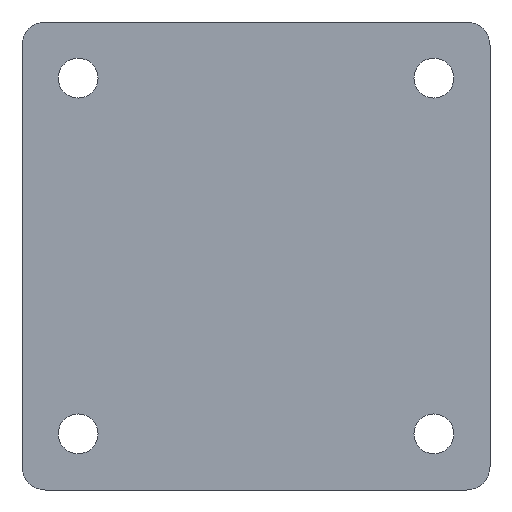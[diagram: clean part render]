
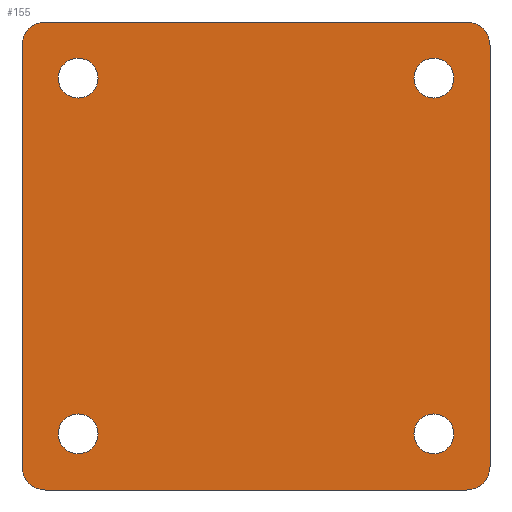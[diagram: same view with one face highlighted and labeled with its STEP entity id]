
A CAD part, front view. The second image highlights one B-rep face of the part: STEP entity #155.
In plain terms, the highlighted planar face has unit normal (0, -1, 0).
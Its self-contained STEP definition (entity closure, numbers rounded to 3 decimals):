
#155 = ADVANCED_FACE( '', ( #348, #349, #350, #351, #352 ), #353, .F. );
#348 = FACE_BOUND( '', #587, .T. );
#349 = FACE_BOUND( '', #588, .T. );
#350 = FACE_BOUND( '', #589, .T. );
#351 = FACE_BOUND( '', #590, .T. );
#352 = FACE_OUTER_BOUND( '', #591, .T. );
#353 = PLANE( '', #592 );
#587 = EDGE_LOOP( '', ( #977 ) );
#588 = EDGE_LOOP( '', ( #978 ) );
#589 = EDGE_LOOP( '', ( #979 ) );
#590 = EDGE_LOOP( '', ( #980 ) );
#591 = EDGE_LOOP( '', ( #981, #982, #983, #984, #985, #986, #987, #988 ) );
#592 = AXIS2_PLACEMENT_3D( '', #989, #990, #991 );
#977 = ORIENTED_EDGE( '', *, *, #1419, .T. );
#978 = ORIENTED_EDGE( '', *, *, #1483, .T. );
#979 = ORIENTED_EDGE( '', *, *, #1412, .T. );
#980 = ORIENTED_EDGE( '', *, *, #1484, .T. );
#981 = ORIENTED_EDGE( '', *, *, #1396, .F. );
#982 = ORIENTED_EDGE( '', *, *, #1485, .F. );
#983 = ORIENTED_EDGE( '', *, *, #1486, .F. );
#984 = ORIENTED_EDGE( '', *, *, #1487, .F. );
#985 = ORIENTED_EDGE( '', *, *, #1365, .F. );
#986 = ORIENTED_EDGE( '', *, *, #1345, .F. );
#987 = ORIENTED_EDGE( '', *, *, #1488, .F. );
#988 = ORIENTED_EDGE( '', *, *, #1479, .F. );
#989 = CARTESIAN_POINT( '', ( -45., 0., -45. ) );
#990 = DIRECTION( '', ( 0., 1., 0. ) );
#991 = DIRECTION( '', ( 0., 0., 1. ) );
#1345 = EDGE_CURVE( '', #1590, #1591, #1592, .T. );
#1365 = EDGE_CURVE( '', #1591, #1626, #1627, .T. );
#1396 = EDGE_CURVE( '', #1678, #1679, #1680, .T. );
#1412 = EDGE_CURVE( '', #1708, #1708, #1709, .T. );
#1419 = EDGE_CURVE( '', #1719, #1719, #1720, .T. );
#1479 = EDGE_CURVE( '', #1679, #1812, #1813, .T. );
#1483 = EDGE_CURVE( '', #1818, #1818, #1819, .T. );
#1484 = EDGE_CURVE( '', #1820, #1820, #1821, .T. );
#1485 = EDGE_CURVE( '', #1822, #1678, #1823, .T. );
#1486 = EDGE_CURVE( '', #1824, #1822, #1825, .T. );
#1487 = EDGE_CURVE( '', #1626, #1824, #1826, .T. );
#1488 = EDGE_CURVE( '', #1812, #1590, #1827, .T. );
#1590 = VERTEX_POINT( '', #1955 );
#1591 = VERTEX_POINT( '', #1956 );
#1592 = LINE( '', #1957, #1958 );
#1626 = VERTEX_POINT( '', #2007 );
#1627 = CIRCLE( '', #2008, 5. );
#1678 = VERTEX_POINT( '', #2080 );
#1679 = VERTEX_POINT( '', #2081 );
#1680 = CIRCLE( '', #2082, 5. );
#1708 = VERTEX_POINT( '', #2119 );
#1709 = CIRCLE( '', #2120, 4.25 );
#1719 = VERTEX_POINT( '', #2133 );
#1720 = CIRCLE( '', #2134, 4.25 );
#1812 = VERTEX_POINT( '', #2264 );
#1813 = LINE( '', #2265, #2266 );
#1818 = VERTEX_POINT( '', #2273 );
#1819 = CIRCLE( '', #2274, 4.25 );
#1820 = VERTEX_POINT( '', #2275 );
#1821 = CIRCLE( '', #2276, 4.25 );
#1822 = VERTEX_POINT( '', #2277 );
#1823 = LINE( '', #2278, #2279 );
#1824 = VERTEX_POINT( '', #2280 );
#1825 = CIRCLE( '', #2281, 5. );
#1826 = LINE( '', #2282, #2283 );
#1827 = CIRCLE( '', #2284, 5. );
#1955 = CARTESIAN_POINT( '', ( -45., 0., 50. ) );
#1956 = CARTESIAN_POINT( '', ( 45., 0., 50. ) );
#1957 = CARTESIAN_POINT( '', ( -45., 0., 50. ) );
#1958 = VECTOR( '', #2446, 1000. );
#2007 = CARTESIAN_POINT( '', ( 50., 0., 45. ) );
#2008 = AXIS2_PLACEMENT_3D( '', #2462, #2463, #2464 );
#2080 = CARTESIAN_POINT( '', ( -45., 0., -50. ) );
#2081 = CARTESIAN_POINT( '', ( -50., 0., -45. ) );
#2082 = AXIS2_PLACEMENT_3D( '', #2495, #2496, #2497 );
#2119 = CARTESIAN_POINT( '', ( -33.75, 0., 38. ) );
#2120 = AXIS2_PLACEMENT_3D( '', #2519, #2520, #2521 );
#2133 = CARTESIAN_POINT( '', ( 42.25, 0., 38. ) );
#2134 = AXIS2_PLACEMENT_3D( '', #2528, #2529, #2530 );
#2264 = CARTESIAN_POINT( '', ( -50., 0., 45. ) );
#2265 = CARTESIAN_POINT( '', ( -50., 0., -45. ) );
#2266 = VECTOR( '', #2587, 1000. );
#2273 = CARTESIAN_POINT( '', ( 42.25, 0., -38. ) );
#2274 = AXIS2_PLACEMENT_3D( '', #2590, #2591, #2592 );
#2275 = CARTESIAN_POINT( '', ( -33.75, 0., -38. ) );
#2276 = AXIS2_PLACEMENT_3D( '', #2593, #2594, #2595 );
#2277 = CARTESIAN_POINT( '', ( 45., 0., -50. ) );
#2278 = CARTESIAN_POINT( '', ( 45., 0., -50. ) );
#2279 = VECTOR( '', #2596, 1000. );
#2280 = CARTESIAN_POINT( '', ( 50., 0., -45. ) );
#2281 = AXIS2_PLACEMENT_3D( '', #2597, #2598, #2599 );
#2282 = CARTESIAN_POINT( '', ( 50., 0., 45. ) );
#2283 = VECTOR( '', #2600, 1000. );
#2284 = AXIS2_PLACEMENT_3D( '', #2601, #2602, #2603 );
#2446 = DIRECTION( '', ( 1., 0., 0. ) );
#2462 = CARTESIAN_POINT( '', ( 45., 0., 45. ) );
#2463 = DIRECTION( '', ( 0., 1., 0. ) );
#2464 = DIRECTION( '', ( 1., 0., 0. ) );
#2495 = CARTESIAN_POINT( '', ( -45., 0., -45. ) );
#2496 = DIRECTION( '', ( 0., 1., 0. ) );
#2497 = DIRECTION( '', ( 1., 0., 0. ) );
#2519 = CARTESIAN_POINT( '', ( -38., 0., 38. ) );
#2520 = DIRECTION( '', ( 0., 1., 0. ) );
#2521 = DIRECTION( '', ( 1., 0., 0. ) );
#2528 = CARTESIAN_POINT( '', ( 38., 0., 38. ) );
#2529 = DIRECTION( '', ( 0., 1., 0. ) );
#2530 = DIRECTION( '', ( 1., 0., 0. ) );
#2587 = DIRECTION( '', ( 0., 0., 1. ) );
#2590 = CARTESIAN_POINT( '', ( 38., 0., -38. ) );
#2591 = DIRECTION( '', ( 0., 1., 0. ) );
#2592 = DIRECTION( '', ( 1., 0., 0. ) );
#2593 = CARTESIAN_POINT( '', ( -38., 0., -38. ) );
#2594 = DIRECTION( '', ( 0., 1., 0. ) );
#2595 = DIRECTION( '', ( 1., 0., 0. ) );
#2596 = DIRECTION( '', ( -1., 0., 0. ) );
#2597 = CARTESIAN_POINT( '', ( 45., 0., -45. ) );
#2598 = DIRECTION( '', ( 0., 1., 0. ) );
#2599 = DIRECTION( '', ( 1., 0., 0. ) );
#2600 = DIRECTION( '', ( 0., 0., -1. ) );
#2601 = CARTESIAN_POINT( '', ( -45., 0., 45. ) );
#2602 = DIRECTION( '', ( 0., 1., 0. ) );
#2603 = DIRECTION( '', ( 1., 0., 0. ) );
